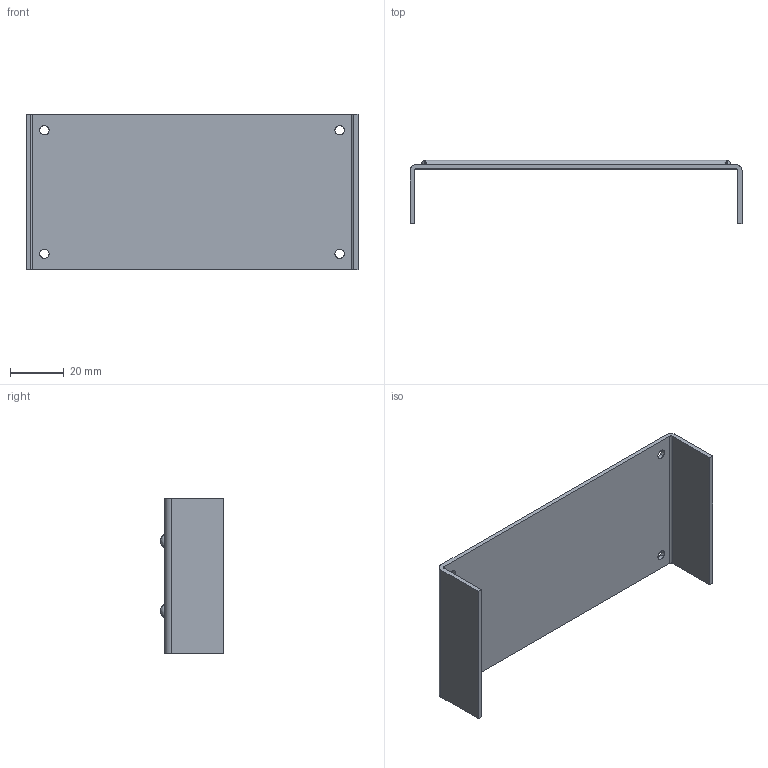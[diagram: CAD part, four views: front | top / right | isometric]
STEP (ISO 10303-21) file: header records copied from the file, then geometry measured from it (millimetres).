
FILE_DESCRIPTION((''),'2;1');
FILE_NAME('','2005-10-07T12:31:21',(''),(''),'','CADfix','');
FILE_SCHEMA(('AUTOMOTIVE_DESIGN'));
Length unit declared in the file: millimetre
Products named in the file (1): bracket
Bounding box: 123.7 x 23.6 x 58 mm (x, y, z)
Volume: 16385.5 mm3; surface area: 19927 mm2
Topology: 1 solids, 1 shells, 48 faces, 148 edges, 88 vertices
Faces by surface type: bspline 48
Entity records: 2499 total; most frequent: CARTESIAN_POINT 1749, ORIENTED_EDGE 264, EDGE_CURVE 132, VERTEX_POINT 88, EDGE_LOOP 58, QUASI_UNIFORM_CURVE 52, FACE_OUTER_BOUND 48, ADVANCED_FACE 48
